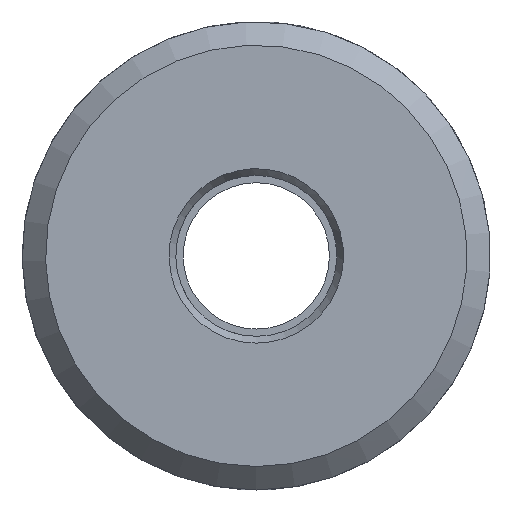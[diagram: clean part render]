
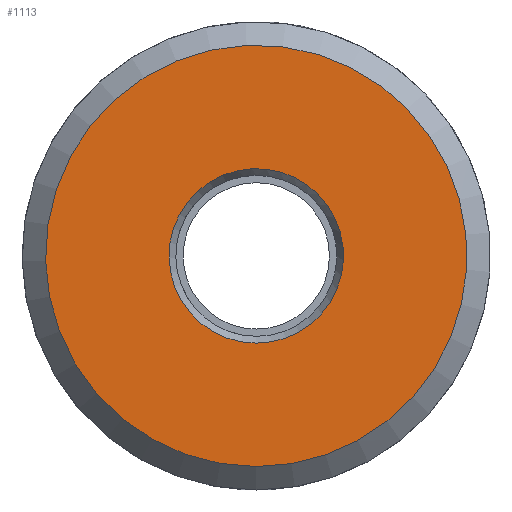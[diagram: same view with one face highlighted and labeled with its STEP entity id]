
A CAD part, left-side view. The second image highlights one B-rep face of the part: STEP entity #1113.
In plain terms, the highlighted planar face has unit normal (-1, 0, 0).
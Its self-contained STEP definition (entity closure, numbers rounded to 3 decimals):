
#149=FACE_BOUND('',#240,.T.);
#159=PLANE('',#1211);
#182=FACE_OUTER_BOUND('',#239,.T.);
#239=EDGE_LOOP('',(#723,#724));
#240=EDGE_LOOP('',(#725,#726));
#316=CIRCLE('',#1206,7.2);
#317=CIRCLE('',#1207,7.2);
#321=CIRCLE('',#1212,2.981);
#322=CIRCLE('',#1213,2.981);
#421=VERTEX_POINT('',#1761);
#422=VERTEX_POINT('',#1762);
#426=VERTEX_POINT('',#1773);
#427=VERTEX_POINT('',#1774);
#545=EDGE_CURVE('',#421,#422,#316,.T.);
#546=EDGE_CURVE('',#422,#421,#317,.T.);
#551=EDGE_CURVE('',#426,#427,#321,.T.);
#552=EDGE_CURVE('',#427,#426,#322,.T.);
#723=ORIENTED_EDGE('',*,*,#545,.T.);
#724=ORIENTED_EDGE('',*,*,#546,.T.);
#725=ORIENTED_EDGE('',*,*,#551,.T.);
#726=ORIENTED_EDGE('',*,*,#552,.T.);
#1113=ADVANCED_FACE('',(#182,#149),#159,.T.);
#1206=AXIS2_PLACEMENT_3D('',#1763,#1391,#1392);
#1207=AXIS2_PLACEMENT_3D('',#1764,#1393,#1394);
#1211=AXIS2_PLACEMENT_3D('',#1772,#1402,#1403);
#1212=AXIS2_PLACEMENT_3D('',#1775,#1404,#1405);
#1213=AXIS2_PLACEMENT_3D('',#1776,#1406,#1407);
#1391=DIRECTION('center_axis',(-1.,0.,0.));
#1392=DIRECTION('ref_axis',(0.,0.,1.));
#1393=DIRECTION('center_axis',(-1.,0.,0.));
#1394=DIRECTION('ref_axis',(0.,0.,1.));
#1402=DIRECTION('center_axis',(-1.,0.,0.));
#1403=DIRECTION('ref_axis',(0.,0.,1.));
#1404=DIRECTION('center_axis',(1.,0.,0.));
#1405=DIRECTION('ref_axis',(0.,0.,1.));
#1406=DIRECTION('center_axis',(1.,0.,0.));
#1407=DIRECTION('ref_axis',(0.,0.,1.));
#1761=CARTESIAN_POINT('',(-64.448,25.96,0.697));
#1762=CARTESIAN_POINT('',(-64.448,23.844,14.779));
#1763=CARTESIAN_POINT('Origin',(-64.448,25.96,7.897));
#1764=CARTESIAN_POINT('Origin',(-64.448,25.96,7.897));
#1772=CARTESIAN_POINT('Origin',(-64.448,18.673,7.897));
#1773=CARTESIAN_POINT('',(-64.448,25.96,4.916));
#1774=CARTESIAN_POINT('',(-64.448,26.614,10.805));
#1775=CARTESIAN_POINT('Origin',(-64.448,25.96,7.897));
#1776=CARTESIAN_POINT('Origin',(-64.448,25.96,7.897));
